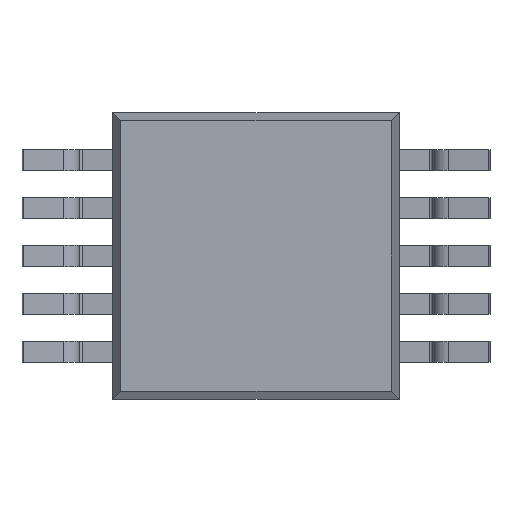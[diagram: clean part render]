
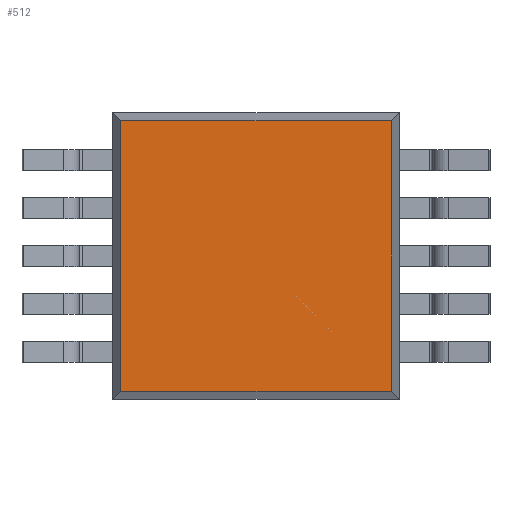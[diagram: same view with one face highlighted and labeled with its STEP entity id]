
A CAD part, front view. The second image highlights one B-rep face of the part: STEP entity #512.
In plain terms, the highlighted planar face has unit normal (0, -1, 0).
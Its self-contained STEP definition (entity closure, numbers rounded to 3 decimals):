
#11 = CARTESIAN_POINT ( 'NONE',  ( 0., 0.15, 0. ) ) ;
#250 = DIRECTION ( 'NONE',  ( 1., 0., 0. ) ) ;
#512 = ADVANCED_FACE ( 'NONE', ( #684 ), #2196, .T. ) ;
#599 = CARTESIAN_POINT ( 'NONE',  ( -1.416, 0.15, 1.416 ) ) ;
#660 = EDGE_CURVE ( 'NONE', #3499, #4308, #792, .T. ) ;
#684 = FACE_OUTER_BOUND ( 'NONE', #4309, .T. ) ;
#768 = ORIENTED_EDGE ( 'NONE', *, *, #660, .T. ) ;
#792 = LINE ( 'NONE', #3741, #4080 ) ;
#1179 = VERTEX_POINT ( 'NONE', #1985 ) ;
#1464 = ORIENTED_EDGE ( 'NONE', *, *, #3080, .T. ) ;
#1524 = DIRECTION ( 'NONE',  ( 0., -1., 0. ) ) ;
#1582 = CARTESIAN_POINT ( 'NONE',  ( -1.416, 0.15, 1.5 ) ) ;
#1585 = ORIENTED_EDGE ( 'NONE', *, *, #3216, .T. ) ;
#1764 = DIRECTION ( 'NONE',  ( 0., 0., 1. ) ) ;
#1890 = VECTOR ( 'NONE', #2828, 1000. ) ;
#1985 = CARTESIAN_POINT ( 'NONE',  ( 1.416, 0.15, -1.416 ) ) ;
#2159 = LINE ( 'NONE', #4823, #2275 ) ;
#2196 = PLANE ( 'NONE',  #4316 ) ;
#2275 = VECTOR ( 'NONE', #1764, 1000. ) ;
#2359 = VECTOR ( 'NONE', #250, 1000. ) ;
#2828 = DIRECTION ( 'NONE',  ( 0., 0., -1. ) ) ;
#3057 = EDGE_CURVE ( 'NONE', #1179, #3499, #2159, .T. ) ;
#3080 = EDGE_CURVE ( 'NONE', #4117, #1179, #4418, .T. ) ;
#3216 = EDGE_CURVE ( 'NONE', #4308, #4117, #3982, .T. ) ;
#3499 = VERTEX_POINT ( 'NONE', #4906 ) ;
#3741 = CARTESIAN_POINT ( 'NONE',  ( 1.5, 0.15, 1.416 ) ) ;
#3839 = DIRECTION ( 'NONE',  ( -1., 0., 0. ) ) ;
#3982 = LINE ( 'NONE', #1582, #1890 ) ;
#4080 = VECTOR ( 'NONE', #3839, 1000. ) ;
#4117 = VERTEX_POINT ( 'NONE', #4284 ) ;
#4166 = ORIENTED_EDGE ( 'NONE', *, *, #3057, .T. ) ;
#4284 = CARTESIAN_POINT ( 'NONE',  ( -1.416, 0.15, -1.416 ) ) ;
#4308 = VERTEX_POINT ( 'NONE', #599 ) ;
#4309 = EDGE_LOOP ( 'NONE', ( #1464, #4166, #768, #1585 ) ) ;
#4316 = AXIS2_PLACEMENT_3D ( 'NONE', #11, #1524, #4573 ) ;
#4418 = LINE ( 'NONE', #4461, #2359 ) ;
#4461 = CARTESIAN_POINT ( 'NONE',  ( -1.5, 0.15, -1.416 ) ) ;
#4573 = DIRECTION ( 'NONE',  ( 0., 0., -1. ) ) ;
#4823 = CARTESIAN_POINT ( 'NONE',  ( 1.416, 0.15, -1.5 ) ) ;
#4906 = CARTESIAN_POINT ( 'NONE',  ( 1.416, 0.15, 1.416 ) ) ;
